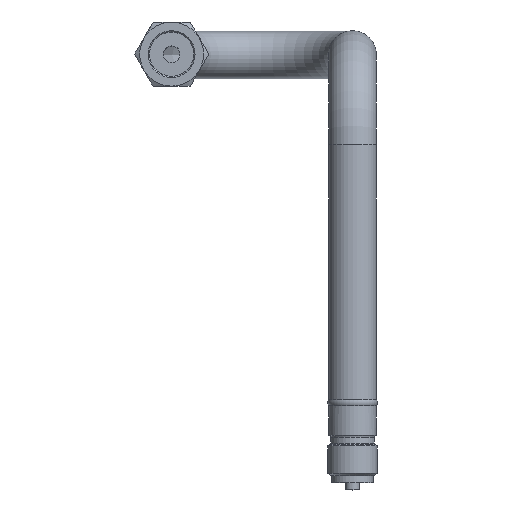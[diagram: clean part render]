
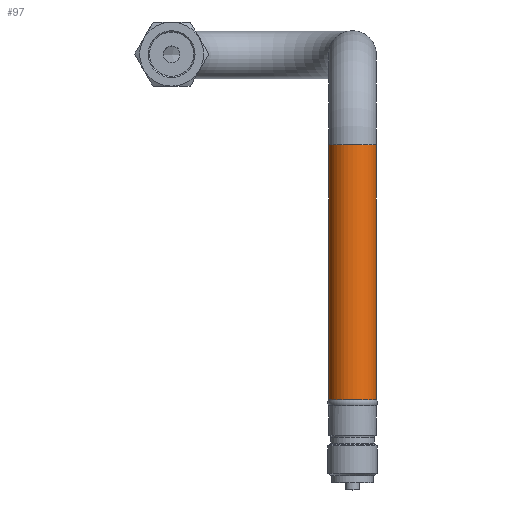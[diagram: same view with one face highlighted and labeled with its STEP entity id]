
A CAD part, top view. The second image highlights one B-rep face of the part: STEP entity #97.
In plain terms, the highlighted cylindrical face has radius 10 mm (diameter 20 mm), a full revolution.
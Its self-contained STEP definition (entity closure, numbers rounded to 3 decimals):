
#97 = ADVANCED_FACE( '', ( #252, #253 ), #254, .T. );
#252 = FACE_OUTER_BOUND( '', #501, .T. );
#253 = FACE_OUTER_BOUND( '', #502, .T. );
#254 = CYLINDRICAL_SURFACE( '', #503, 10. );
#501 = EDGE_LOOP( '', ( #1940 ) );
#502 = EDGE_LOOP( '', ( #1941 ) );
#503 = AXIS2_PLACEMENT_3D( '', #1942, #1943, #1944 );
#1940 = ORIENTED_EDGE( '', *, *, #2382, .F. );
#1941 = ORIENTED_EDGE( '', *, *, #2373, .T. );
#1942 = CARTESIAN_POINT( '', ( 0., -145., 0. ) );
#1943 = DIRECTION( '', ( 0., 1., 0. ) );
#1944 = DIRECTION( '', ( 0., 0., 1. ) );
#2373 = EDGE_CURVE( '', #2540, #2540, #2541, .T. );
#2382 = EDGE_CURVE( '', #2555, #2555, #2556, .T. );
#2540 = VERTEX_POINT( '', #2787 );
#2541 = CIRCLE( '', #2788, 10. );
#2555 = VERTEX_POINT( '', #2802 );
#2556 = CIRCLE( '', #2803, 10. );
#2787 = CARTESIAN_POINT( '', ( 10., -38., 0. ) );
#2788 = AXIS2_PLACEMENT_3D( '', #3256, #3257, #3258 );
#2802 = CARTESIAN_POINT( '', ( 10., -145., 0. ) );
#2803 = AXIS2_PLACEMENT_3D( '', #3274, #3275, #3276 );
#3256 = CARTESIAN_POINT( '', ( 0., -38., 0. ) );
#3257 = DIRECTION( '', ( 0., -1., 0. ) );
#3258 = DIRECTION( '', ( 1., 0., 0. ) );
#3274 = CARTESIAN_POINT( '', ( 0., -145., 0. ) );
#3275 = DIRECTION( '', ( 0., -1., 0. ) );
#3276 = DIRECTION( '', ( 1., 0., 0. ) );
